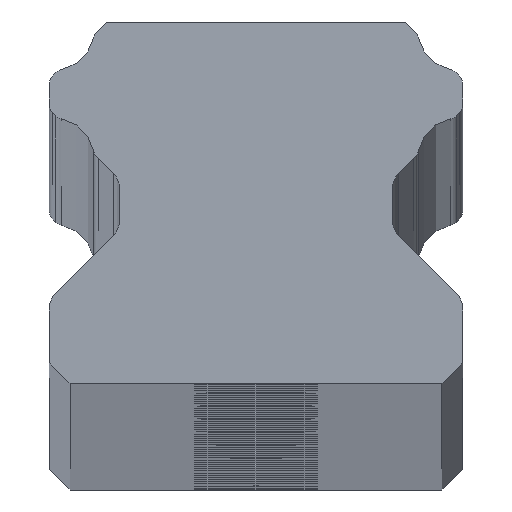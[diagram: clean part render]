
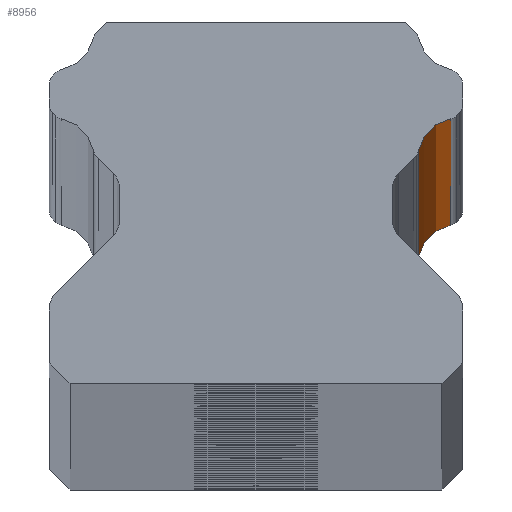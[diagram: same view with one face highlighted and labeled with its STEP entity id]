
A CAD part, top view. The second image highlights one B-rep face of the part: STEP entity #8956.
In plain terms, the highlighted cylindrical face has radius 2 mm (diameter 4 mm), a partial arc.
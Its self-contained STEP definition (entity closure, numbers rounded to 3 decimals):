
#28 = AXIS2_PLACEMENT_3D ( 'NONE', #2041, #1335, #6992 ) ;
#198 = EDGE_CURVE ( 'NONE', #6790, #3665, #5996, .T. ) ;
#375 = EDGE_CURVE ( 'NONE', #3700, #2559, #2176, .T. ) ;
#520 = DIRECTION ( 'NONE',  ( 0., 0., -1. ) ) ;
#801 = LINE ( 'NONE', #1456, #8476 ) ;
#1101 = ORIENTED_EDGE ( 'NONE', *, *, #198, .F. ) ;
#1131 = EDGE_CURVE ( 'NONE', #6790, #3700, #5875, .T. ) ;
#1335 = DIRECTION ( 'NONE',  ( 0., 0., -1. ) ) ;
#1456 = CARTESIAN_POINT ( 'NONE',  ( 9.432, -1.182, 1475. ) ) ;
#1769 = DIRECTION ( 'NONE',  ( -1., 0., 0. ) ) ;
#1830 = VECTOR ( 'NONE', #4366, 1000. ) ;
#2020 = ORIENTED_EDGE ( 'NONE', *, *, #8121, .F. ) ;
#2041 = CARTESIAN_POINT ( 'NONE',  ( 9.811, -3.146, -1475. ) ) ;
#2176 = CIRCLE ( 'NONE', #28, 2. ) ;
#2559 = VERTEX_POINT ( 'NONE', #4921 ) ;
#3052 = CARTESIAN_POINT ( 'NONE',  ( 7.847, -2.767, 1475. ) ) ;
#3135 = CARTESIAN_POINT ( 'NONE',  ( 7.847, -2.767, -1475. ) ) ;
#3137 = CYLINDRICAL_SURFACE ( 'NONE', #5363, 2. ) ;
#3243 = AXIS2_PLACEMENT_3D ( 'NONE', #8078, #4602, #1769 ) ;
#3665 = VERTEX_POINT ( 'NONE', #5936 ) ;
#3700 = VERTEX_POINT ( 'NONE', #3135 ) ;
#4366 = DIRECTION ( 'NONE',  ( 0., 0., -1. ) ) ;
#4470 = ORIENTED_EDGE ( 'NONE', *, *, #375, .T. ) ;
#4602 = DIRECTION ( 'NONE',  ( 0., 0., -1. ) ) ;
#4921 = CARTESIAN_POINT ( 'NONE',  ( 9.432, -1.182, -1475. ) ) ;
#5363 = AXIS2_PLACEMENT_3D ( 'NONE', #9044, #520, #5846 ) ;
#5846 = DIRECTION ( 'NONE',  ( -1., 0., 0. ) ) ;
#5875 = LINE ( 'NONE', #6478, #1830 ) ;
#5918 = EDGE_LOOP ( 'NONE', ( #4470, #2020, #1101, #8441 ) ) ;
#5936 = CARTESIAN_POINT ( 'NONE',  ( 9.432, -1.182, 1475. ) ) ;
#5996 = CIRCLE ( 'NONE', #3243, 2. ) ;
#6478 = CARTESIAN_POINT ( 'NONE',  ( 7.847, -2.767, 1475. ) ) ;
#6790 = VERTEX_POINT ( 'NONE', #3052 ) ;
#6992 = DIRECTION ( 'NONE',  ( -1., 0., 0. ) ) ;
#7149 = DIRECTION ( 'NONE',  ( 0., 0., -1. ) ) ;
#8078 = CARTESIAN_POINT ( 'NONE',  ( 9.811, -3.146, 1475. ) ) ;
#8121 = EDGE_CURVE ( 'NONE', #3665, #2559, #801, .T. ) ;
#8441 = ORIENTED_EDGE ( 'NONE', *, *, #1131, .T. ) ;
#8476 = VECTOR ( 'NONE', #7149, 1000. ) ;
#8956 = ADVANCED_FACE ( 'NONE', ( #9137 ), #3137, .F. ) ;
#9044 = CARTESIAN_POINT ( 'NONE',  ( 9.811, -3.146, 1475. ) ) ;
#9137 = FACE_OUTER_BOUND ( 'NONE', #5918, .T. ) ;
